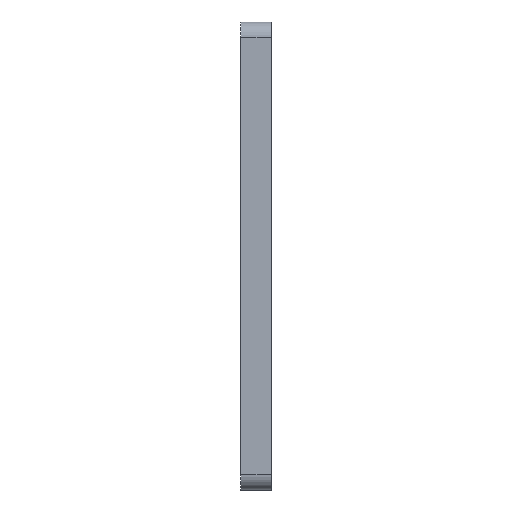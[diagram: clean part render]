
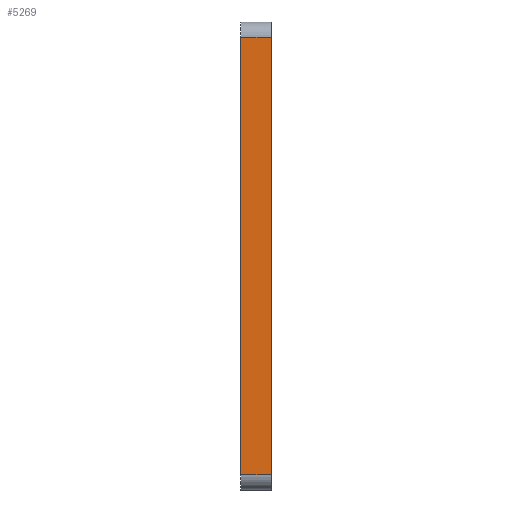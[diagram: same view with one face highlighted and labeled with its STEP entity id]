
A CAD part, left-side view. The second image highlights one B-rep face of the part: STEP entity #5269.
In plain terms, the highlighted planar face has unit normal (-1, 0, 0).
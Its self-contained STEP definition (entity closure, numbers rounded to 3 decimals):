
#19 = VECTOR ( 'NONE', #8504, 1000. ) ;
#1131 = ORIENTED_EDGE ( 'NONE', *, *, #2922, .T. ) ;
#1136 = AXIS2_PLACEMENT_3D ( 'NONE', #4015, #8815, #4097 ) ;
#2608 = VERTEX_POINT ( 'NONE', #3256 ) ;
#2922 = EDGE_CURVE ( 'NONE', #5550, #12406, #9824, .T. ) ;
#3119 = VECTOR ( 'NONE', #3390, 1000. ) ;
#3144 = CARTESIAN_POINT ( 'NONE',  ( -30.5, 4., -28.5 ) ) ;
#3256 = CARTESIAN_POINT ( 'NONE',  ( -30.5, 0., 28.5 ) ) ;
#3390 = DIRECTION ( 'NONE',  ( 0., 1., 0. ) ) ;
#3396 = EDGE_CURVE ( 'NONE', #2608, #13309, #13651, .T. ) ;
#4015 = CARTESIAN_POINT ( 'NONE',  ( -30.5, 4., -30.5 ) ) ;
#4097 = DIRECTION ( 'NONE',  ( 0., 0., -1. ) ) ;
#4371 = DIRECTION ( 'NONE',  ( 0., 0., 1. ) ) ;
#4800 = CARTESIAN_POINT ( 'NONE',  ( -30.5, 4., 28.5 ) ) ;
#5050 = CARTESIAN_POINT ( 'NONE',  ( -30.5, 0., -28.5 ) ) ;
#5269 = ADVANCED_FACE ( 'NONE', ( #6573 ), #5492, .F. ) ;
#5492 = PLANE ( 'NONE',  #1136 ) ;
#5550 = VERTEX_POINT ( 'NONE', #8345 ) ;
#6573 = FACE_OUTER_BOUND ( 'NONE', #11529, .T. ) ;
#6796 = ORIENTED_EDGE ( 'NONE', *, *, #3396, .T. ) ;
#7488 = ORIENTED_EDGE ( 'NONE', *, *, #10613, .T. ) ;
#8345 = CARTESIAN_POINT ( 'NONE',  ( -30.5, 4., -28.5 ) ) ;
#8504 = DIRECTION ( 'NONE',  ( 0., -1., 0. ) ) ;
#8815 = DIRECTION ( 'NONE',  ( 1., 0., 0. ) ) ;
#9040 = VECTOR ( 'NONE', #9179, 1000. ) ;
#9179 = DIRECTION ( 'NONE',  ( 0., 0., 1. ) ) ;
#9824 = LINE ( 'NONE', #3144, #19 ) ;
#10491 = EDGE_CURVE ( 'NONE', #5550, #13309, #11648, .T. ) ;
#10613 = EDGE_CURVE ( 'NONE', #12406, #2608, #11811, .T. ) ;
#10968 = CARTESIAN_POINT ( 'NONE',  ( -30.5, 0., -30.5 ) ) ;
#11400 = ORIENTED_EDGE ( 'NONE', *, *, #10491, .F. ) ;
#11529 = EDGE_LOOP ( 'NONE', ( #7488, #6796, #11400, #1131 ) ) ;
#11648 = LINE ( 'NONE', #13728, #9040 ) ;
#11811 = LINE ( 'NONE', #10968, #12315 ) ;
#12315 = VECTOR ( 'NONE', #4371, 1000. ) ;
#12406 = VERTEX_POINT ( 'NONE', #5050 ) ;
#13309 = VERTEX_POINT ( 'NONE', #4800 ) ;
#13456 = CARTESIAN_POINT ( 'NONE',  ( -30.5, 4., 28.5 ) ) ;
#13651 = LINE ( 'NONE', #13456, #3119 ) ;
#13728 = CARTESIAN_POINT ( 'NONE',  ( -30.5, 4., -30.5 ) ) ;
